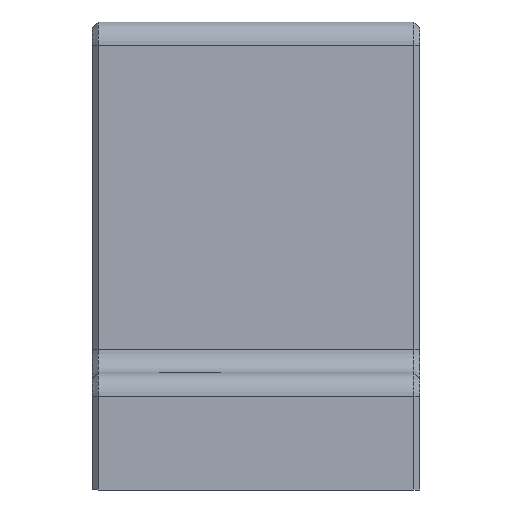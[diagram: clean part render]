
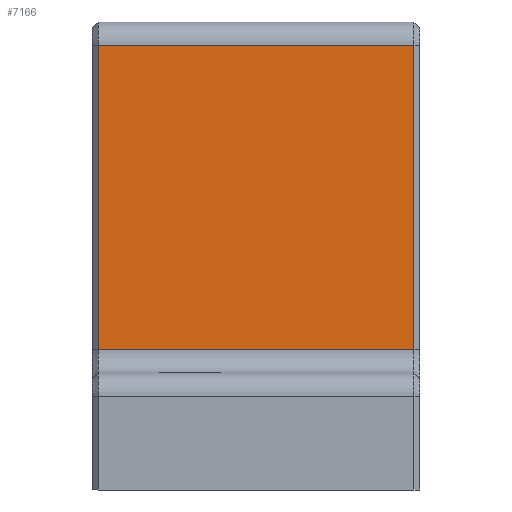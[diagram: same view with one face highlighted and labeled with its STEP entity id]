
A CAD part, front view. The second image highlights one B-rep face of the part: STEP entity #7166.
In plain terms, the highlighted planar face has unit normal (0, -1, 0).
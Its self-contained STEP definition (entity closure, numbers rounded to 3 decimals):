
#6429=CARTESIAN_POINT('',(-13.5,-20.,12.));
#6430=VERTEX_POINT('',#6429);
#6462=CARTESIAN_POINT('',(-13.5,-20.,38.));
#6463=VERTEX_POINT('',#6462);
#6479=CARTESIAN_POINT('',(-13.5,-20.,12.));
#6480=DIRECTION('',(0.0,0.0,1.0));
#6481=VECTOR('',#6480,26.);
#6482=LINE('',#6479,#6481);
#6483=EDGE_CURVE('',#6430,#6463,#6482,.T.);
#7124=CARTESIAN_POINT('',(13.5,-20.,38.));
#7125=VERTEX_POINT('',#7124);
#7126=CARTESIAN_POINT('',(13.5,-20.,38.));
#7127=DIRECTION('',(-1.0,0.0,0.0));
#7128=VECTOR('',#7127,27.0);
#7129=LINE('',#7126,#7128);
#7130=EDGE_CURVE('',#7125,#6463,#7129,.T.);
#7143=CARTESIAN_POINT('',(0.0,-20.,40.));
#7144=DIRECTION('',(0.0,1.0,0.0));
#7145=DIRECTION('',(0.0,0.0,1.0));
#7146=AXIS2_PLACEMENT_3D('',#7143,#7144,#7145);
#7147=PLANE('',#7146);
#7148=ORIENTED_EDGE('',*,*,#6483,.F.);
#7149=CARTESIAN_POINT('',(13.5,-20.,12.));
#7150=VERTEX_POINT('',#7149);
#7151=CARTESIAN_POINT('',(-13.5,-20.,12.));
#7152=DIRECTION('',(1.0,0.0,0.0));
#7153=VECTOR('',#7152,27.0);
#7154=LINE('',#7151,#7153);
#7155=EDGE_CURVE('',#6430,#7150,#7154,.T.);
#7156=ORIENTED_EDGE('',*,*,#7155,.T.);
#7157=CARTESIAN_POINT('',(13.5,-20.,38.));
#7158=DIRECTION('',(0.0,0.0,-1.0));
#7159=VECTOR('',#7158,26.);
#7160=LINE('',#7157,#7159);
#7161=EDGE_CURVE('',#7125,#7150,#7160,.T.);
#7162=ORIENTED_EDGE('',*,*,#7161,.F.);
#7163=ORIENTED_EDGE('',*,*,#7130,.T.);
#7164=EDGE_LOOP('',(#7148,#7156,#7162,#7163));
#7165=FACE_OUTER_BOUND('',#7164,.T.);
#7166=ADVANCED_FACE('',(#7165),#7147,.F.);
